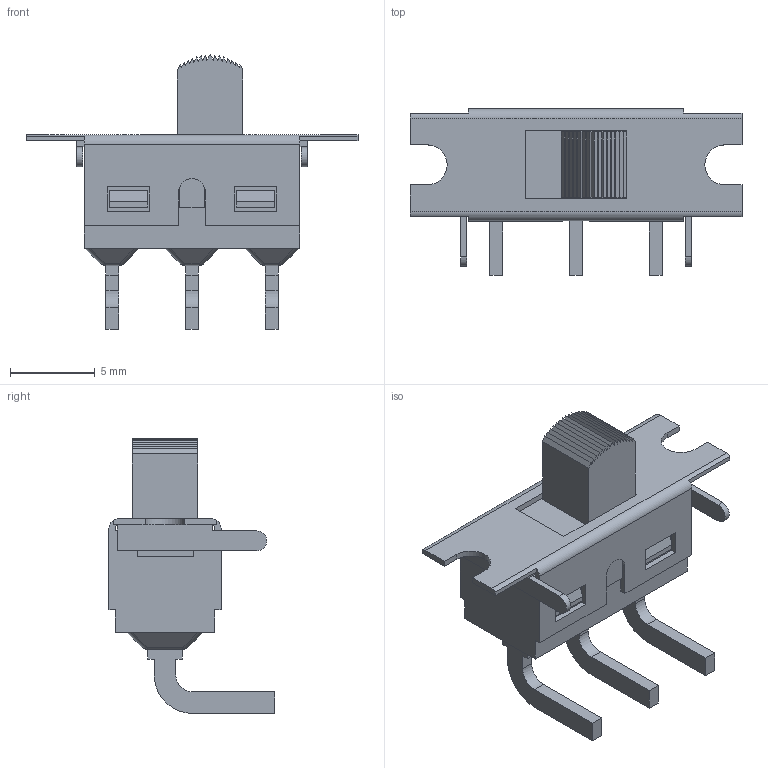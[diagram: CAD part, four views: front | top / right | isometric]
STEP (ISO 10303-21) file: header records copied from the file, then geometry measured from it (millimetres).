
FILE_DESCRIPTION((' '),'2;1');
FILE_NAME('500SSPxS1M6xEB.stp','2017-07-21T10:38:13',(' '),(' '),' ','ACIS',' ');
FILE_SCHEMA(('CONFIG_CONTROL_DESIGN'));
Length unit declared in the file: inch
Products named in the file (1): 500SSPxS1M6xEB.stp
Bounding box: 19.56 x 9.78 x 16.19 mm (x, y, z)
Volume: 430.9 mm3; surface area: 1114.1 mm2
Topology: 1 solids, 1 shells, 270 faces, 722 edges, 465 vertices
Faces by surface type: plane 212, cylinder 45, sphere 12, cone 1
Full cylindrical faces by diameter (mm): 2.4 x1
Entity records: 8384 total; most frequent: CARTESIAN_POINT 1456, ORIENTED_EDGE 1440, DIRECTION 1361, EDGE_CURVE 720, VECTOR 621, LINE 621, VERTEX_POINT 465, AXIS2_PLACEMENT_3D 370
